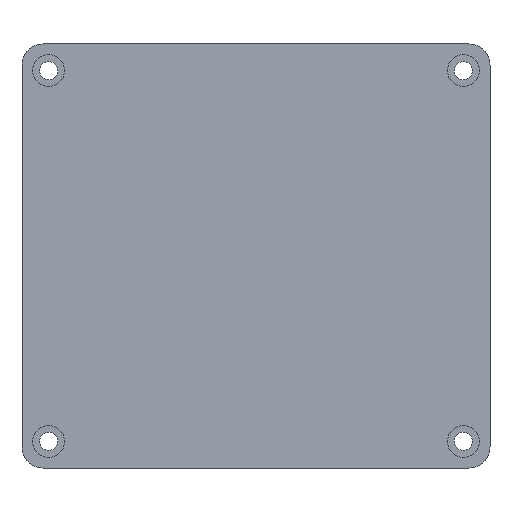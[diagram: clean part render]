
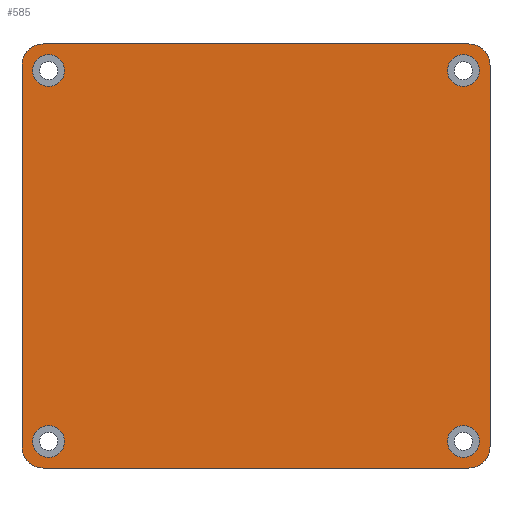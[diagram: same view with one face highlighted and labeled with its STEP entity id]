
A CAD part, front view. The second image highlights one B-rep face of the part: STEP entity #585.
In plain terms, the highlighted planar face has unit normal (0, -1, 0).
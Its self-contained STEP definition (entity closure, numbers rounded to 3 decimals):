
#23=FACE_BOUND('',#137,.T.);
#24=FACE_BOUND('',#138,.T.);
#25=FACE_BOUND('',#139,.T.);
#26=FACE_BOUND('',#140,.T.);
#41=CIRCLE('',#629,4.);
#42=CIRCLE('',#632,4.);
#43=CIRCLE('',#635,4.);
#44=CIRCLE('',#638,4.);
#46=CIRCLE('',#646,3.);
#48=CIRCLE('',#649,3.);
#50=CIRCLE('',#652,3.);
#52=CIRCLE('',#655,3.);
#70=PLANE('',#657);
#99=FACE_OUTER_BOUND('',#136,.T.);
#136=EDGE_LOOP('',(#510,#511,#512,#513,#514,#515,#516,#517));
#137=EDGE_LOOP('',(#518));
#138=EDGE_LOOP('',(#519));
#139=EDGE_LOOP('',(#520));
#140=EDGE_LOOP('',(#521));
#162=LINE('',#879,#213);
#180=LINE('',#933,#231);
#183=LINE('',#941,#234);
#186=LINE('',#949,#237);
#213=VECTOR('',#698,10.);
#231=VECTOR('',#746,10.);
#234=VECTOR('',#755,10.);
#237=VECTOR('',#764,10.);
#266=VERTEX_POINT('',#876);
#267=VERTEX_POINT('',#878);
#287=VERTEX_POINT('',#927);
#288=VERTEX_POINT('',#931);
#289=VERTEX_POINT('',#935);
#290=VERTEX_POINT('',#939);
#291=VERTEX_POINT('',#943);
#292=VERTEX_POINT('',#947);
#298=VERTEX_POINT('',#973);
#300=VERTEX_POINT('',#979);
#302=VERTEX_POINT('',#985);
#304=VERTEX_POINT('',#991);
#321=EDGE_CURVE('',#267,#266,#162,.T.);
#347=EDGE_CURVE('',#287,#266,#41,.T.);
#349=EDGE_CURVE('',#287,#288,#180,.T.);
#351=EDGE_CURVE('',#289,#288,#42,.T.);
#353=EDGE_CURVE('',#289,#290,#183,.T.);
#355=EDGE_CURVE('',#291,#290,#43,.T.);
#357=EDGE_CURVE('',#291,#292,#186,.T.);
#358=EDGE_CURVE('',#267,#292,#44,.T.);
#370=EDGE_CURVE('',#298,#298,#46,.T.);
#373=EDGE_CURVE('',#300,#300,#48,.T.);
#376=EDGE_CURVE('',#302,#302,#50,.T.);
#379=EDGE_CURVE('',#304,#304,#52,.T.);
#510=ORIENTED_EDGE('',*,*,#347,.F.);
#511=ORIENTED_EDGE('',*,*,#349,.T.);
#512=ORIENTED_EDGE('',*,*,#351,.F.);
#513=ORIENTED_EDGE('',*,*,#353,.T.);
#514=ORIENTED_EDGE('',*,*,#355,.F.);
#515=ORIENTED_EDGE('',*,*,#357,.T.);
#516=ORIENTED_EDGE('',*,*,#358,.F.);
#517=ORIENTED_EDGE('',*,*,#321,.T.);
#518=ORIENTED_EDGE('',*,*,#379,.F.);
#519=ORIENTED_EDGE('',*,*,#373,.F.);
#520=ORIENTED_EDGE('',*,*,#376,.F.);
#521=ORIENTED_EDGE('',*,*,#370,.F.);
#585=ADVANCED_FACE('',(#99,#23,#24,#25,#26),#70,.F.);
#629=AXIS2_PLACEMENT_3D('',#929,#741,#742);
#632=AXIS2_PLACEMENT_3D('',#937,#750,#751);
#635=AXIS2_PLACEMENT_3D('',#945,#759,#760);
#638=AXIS2_PLACEMENT_3D('',#951,#767,#768);
#646=AXIS2_PLACEMENT_3D('',#975,#793,#794);
#649=AXIS2_PLACEMENT_3D('',#981,#800,#801);
#652=AXIS2_PLACEMENT_3D('',#987,#807,#808);
#655=AXIS2_PLACEMENT_3D('',#993,#814,#815);
#657=AXIS2_PLACEMENT_3D('',#995,#818,#819);
#698=DIRECTION('',(-1.,0.,0.));
#741=DIRECTION('center_axis',(0.,1.,0.));
#742=DIRECTION('ref_axis',(-0.707,0.,0.707));
#746=DIRECTION('',(0.,0.,-1.));
#750=DIRECTION('center_axis',(0.,1.,0.));
#751=DIRECTION('ref_axis',(-0.707,0.,-0.707));
#755=DIRECTION('',(1.,0.,0.));
#759=DIRECTION('center_axis',(0.,1.,0.));
#760=DIRECTION('ref_axis',(0.707,0.,-0.707));
#764=DIRECTION('',(0.,0.,1.));
#767=DIRECTION('center_axis',(0.,1.,0.));
#768=DIRECTION('ref_axis',(0.707,0.,0.707));
#793=DIRECTION('center_axis',(0.,-1.,0.));
#794=DIRECTION('ref_axis',(1.,0.,0.));
#800=DIRECTION('center_axis',(0.,-1.,0.));
#801=DIRECTION('ref_axis',(1.,0.,0.));
#807=DIRECTION('center_axis',(0.,-1.,0.));
#808=DIRECTION('ref_axis',(1.,0.,0.));
#814=DIRECTION('center_axis',(0.,-1.,0.));
#815=DIRECTION('ref_axis',(1.,0.,0.));
#818=DIRECTION('center_axis',(0.,1.,0.));
#819=DIRECTION('ref_axis',(1.,0.,0.));
#876=CARTESIAN_POINT('',(-35.5,0.,45.19));
#878=CARTESIAN_POINT('',(44.445,0.,45.19));
#879=CARTESIAN_POINT('',(48.445,0.,45.19));
#927=CARTESIAN_POINT('',(-39.5,0.,41.19));
#929=CARTESIAN_POINT('Origin',(-35.5,0.,41.19));
#931=CARTESIAN_POINT('',(-39.5,0.,-30.5));
#933=CARTESIAN_POINT('',(-39.5,0.,45.19));
#935=CARTESIAN_POINT('',(-35.5,0.,-34.5));
#937=CARTESIAN_POINT('Origin',(-35.5,0.,-30.5));
#939=CARTESIAN_POINT('',(44.445,0.,-34.5));
#941=CARTESIAN_POINT('',(-39.5,0.,-34.5));
#943=CARTESIAN_POINT('',(48.445,0.,-30.5));
#945=CARTESIAN_POINT('Origin',(44.445,0.,-30.5));
#947=CARTESIAN_POINT('',(48.445,0.,41.19));
#949=CARTESIAN_POINT('',(48.445,0.,-34.5));
#951=CARTESIAN_POINT('Origin',(44.445,0.,41.19));
#973=CARTESIAN_POINT('',(40.445,0.,-29.5));
#975=CARTESIAN_POINT('Origin',(43.445,0.,-29.5));
#979=CARTESIAN_POINT('',(-37.5,0.,-29.5));
#981=CARTESIAN_POINT('Origin',(-34.5,0.,-29.5));
#985=CARTESIAN_POINT('',(40.445,0.,40.19));
#987=CARTESIAN_POINT('Origin',(43.445,0.,40.19));
#991=CARTESIAN_POINT('',(-37.5,0.,40.19));
#993=CARTESIAN_POINT('Origin',(-34.5,0.,40.19));
#995=CARTESIAN_POINT('Origin',(4.473,0.,5.345));
